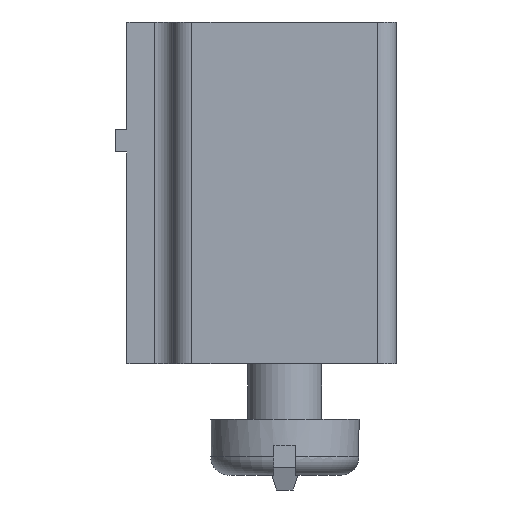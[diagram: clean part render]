
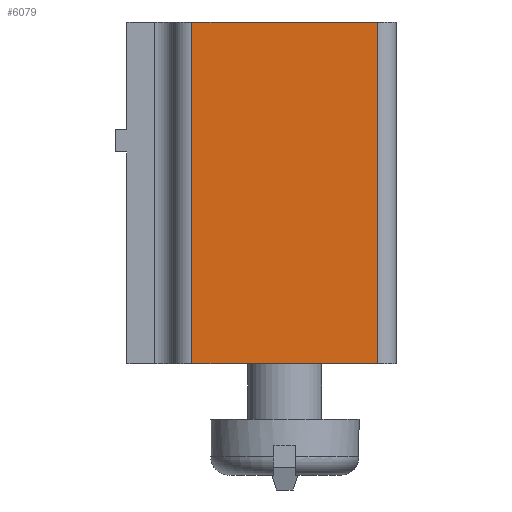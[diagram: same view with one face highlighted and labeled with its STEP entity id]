
A CAD part, left-side view. The second image highlights one B-rep face of the part: STEP entity #6079.
In plain terms, the highlighted planar face has unit normal (-1, 0, 0).
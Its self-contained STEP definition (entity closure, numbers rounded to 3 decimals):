
#44 = PLANE('',#45);
#45 = AXIS2_PLACEMENT_3D('',#46,#47,#48);
#46 = CARTESIAN_POINT('',(-7.1,-3.,0.));
#47 = DIRECTION('',(0.,0.,-1.));
#48 = DIRECTION('',(-1.,0.,0.));
#72 = CYLINDRICAL_SURFACE('',#73,0.5);
#73 = AXIS2_PLACEMENT_3D('',#74,#75,#76);
#74 = CARTESIAN_POINT('',(-6.6,-2.5,0.));
#75 = DIRECTION('',(0.,0.,1.));
#76 = DIRECTION('',(0.,-1.,0.));
#100 = PLANE('',#101);
#101 = AXIS2_PLACEMENT_3D('',#102,#103,#104);
#102 = CARTESIAN_POINT('',(-7.1,-3.,9.2));
#103 = DIRECTION('',(0.,0.,-1.));
#104 = DIRECTION('',(-1.,0.,0.));
#143 = VERTEX_POINT('',#144);
#144 = CARTESIAN_POINT('',(-7.1,-2.5,0.));
#166 = EDGE_CURVE('',#167,#143,#169,.T.);
#167 = VERTEX_POINT('',#168);
#168 = CARTESIAN_POINT('',(-7.1,2.5,0.));
#169 = SURFACE_CURVE('',#170,(#174,#181),.PCURVE_S1.);
#170 = LINE('',#171,#172);
#171 = CARTESIAN_POINT('',(-7.1,3.,0.));
#172 = VECTOR('',#173,1.);
#173 = DIRECTION('',(0.,-1.,0.));
#174 = PCURVE('',#44,#175);
#175 = DEFINITIONAL_REPRESENTATION('',(#176),#180);
#176 = LINE('',#177,#178);
#177 = CARTESIAN_POINT('',(0.,6.));
#178 = VECTOR('',#179,1.);
#179 = DIRECTION('',(0.,-1.));
#180 = ( GEOMETRIC_REPRESENTATION_CONTEXT(2)
PARAMETRIC_REPRESENTATION_CONTEXT() REPRESENTATION_CONTEXT('2D SPACE',''
) );
#181 = PCURVE('',#182,#187);
#182 = PLANE('',#183);
#183 = AXIS2_PLACEMENT_3D('',#184,#185,#186);
#184 = CARTESIAN_POINT('',(-7.1,3.,0.));
#185 = DIRECTION('',(1.,0.,0.));
#186 = DIRECTION('',(0.,-1.,0.));
#187 = DEFINITIONAL_REPRESENTATION('',(#188),#192);
#188 = LINE('',#189,#190);
#189 = CARTESIAN_POINT('',(0.,0.));
#190 = VECTOR('',#191,1.);
#191 = DIRECTION('',(1.,0.));
#192 = ( GEOMETRIC_REPRESENTATION_CONTEXT(2)
PARAMETRIC_REPRESENTATION_CONTEXT() REPRESENTATION_CONTEXT('2D SPACE',''
) );
#215 = CYLINDRICAL_SURFACE('',#216,0.5);
#216 = AXIS2_PLACEMENT_3D('',#217,#218,#219);
#217 = CARTESIAN_POINT('',(-6.6,2.5,0.));
#218 = DIRECTION('',(0.,0.,1.));
#219 = DIRECTION('',(0.,1.,0.));
#1638 = EDGE_CURVE('',#143,#1639,#1641,.T.);
#1639 = VERTEX_POINT('',#1640);
#1640 = CARTESIAN_POINT('',(-7.1,-2.5,9.2));
#1641 = SURFACE_CURVE('',#1642,(#1646,#1653),.PCURVE_S1.);
#1642 = LINE('',#1643,#1644);
#1643 = CARTESIAN_POINT('',(-7.1,-2.5,0.));
#1644 = VECTOR('',#1645,1.);
#1645 = DIRECTION('',(0.,0.,1.));
#1646 = PCURVE('',#72,#1647);
#1647 = DEFINITIONAL_REPRESENTATION('',(#1648),#1652);
#1648 = LINE('',#1649,#1650);
#1649 = CARTESIAN_POINT('',(-1.571,0.));
#1650 = VECTOR('',#1651,1.);
#1651 = DIRECTION('',(0.,1.));
#1652 = ( GEOMETRIC_REPRESENTATION_CONTEXT(2)
PARAMETRIC_REPRESENTATION_CONTEXT() REPRESENTATION_CONTEXT('2D SPACE',''
) );
#1653 = PCURVE('',#182,#1654);
#1654 = DEFINITIONAL_REPRESENTATION('',(#1655),#1659);
#1655 = LINE('',#1656,#1657);
#1656 = CARTESIAN_POINT('',(5.5,0.));
#1657 = VECTOR('',#1658,1.);
#1658 = DIRECTION('',(0.,-1.));
#1659 = ( GEOMETRIC_REPRESENTATION_CONTEXT(2)
PARAMETRIC_REPRESENTATION_CONTEXT() REPRESENTATION_CONTEXT('2D SPACE',''
) );
#1743 = EDGE_CURVE('',#1744,#1639,#1746,.T.);
#1744 = VERTEX_POINT('',#1745);
#1745 = CARTESIAN_POINT('',(-7.1,2.5,9.2));
#1746 = SURFACE_CURVE('',#1747,(#1751,#1758),.PCURVE_S1.);
#1747 = LINE('',#1748,#1749);
#1748 = CARTESIAN_POINT('',(-7.1,3.,9.2));
#1749 = VECTOR('',#1750,1.);
#1750 = DIRECTION('',(0.,-1.,0.));
#1751 = PCURVE('',#100,#1752);
#1752 = DEFINITIONAL_REPRESENTATION('',(#1753),#1757);
#1753 = LINE('',#1754,#1755);
#1754 = CARTESIAN_POINT('',(0.,6.));
#1755 = VECTOR('',#1756,1.);
#1756 = DIRECTION('',(0.,-1.));
#1757 = ( GEOMETRIC_REPRESENTATION_CONTEXT(2)
PARAMETRIC_REPRESENTATION_CONTEXT() REPRESENTATION_CONTEXT('2D SPACE',''
) );
#1758 = PCURVE('',#182,#1759);
#1759 = DEFINITIONAL_REPRESENTATION('',(#1760),#1764);
#1760 = LINE('',#1761,#1762);
#1761 = CARTESIAN_POINT('',(0.,-9.2));
#1762 = VECTOR('',#1763,1.);
#1763 = DIRECTION('',(1.,0.));
#1764 = ( GEOMETRIC_REPRESENTATION_CONTEXT(2)
PARAMETRIC_REPRESENTATION_CONTEXT() REPRESENTATION_CONTEXT('2D SPACE',''
) );
#6079 = ADVANCED_FACE('',(#6080),#182,.F.);
#6080 = FACE_BOUND('',#6081,.F.);
#6081 = EDGE_LOOP('',(#6082,#6083,#6104,#6105));
#6082 = ORIENTED_EDGE('',*,*,#166,.F.);
#6083 = ORIENTED_EDGE('',*,*,#6084,.T.);
#6084 = EDGE_CURVE('',#167,#1744,#6085,.T.);
#6085 = SURFACE_CURVE('',#6086,(#6090,#6097),.PCURVE_S1.);
#6086 = LINE('',#6087,#6088);
#6087 = CARTESIAN_POINT('',(-7.1,2.5,0.));
#6088 = VECTOR('',#6089,1.);
#6089 = DIRECTION('',(0.,0.,1.));
#6090 = PCURVE('',#182,#6091);
#6091 = DEFINITIONAL_REPRESENTATION('',(#6092),#6096);
#6092 = LINE('',#6093,#6094);
#6093 = CARTESIAN_POINT('',(0.5,0.));
#6094 = VECTOR('',#6095,1.);
#6095 = DIRECTION('',(0.,-1.));
#6096 = ( GEOMETRIC_REPRESENTATION_CONTEXT(2)
PARAMETRIC_REPRESENTATION_CONTEXT() REPRESENTATION_CONTEXT('2D SPACE',''
) );
#6097 = PCURVE('',#215,#6098);
#6098 = DEFINITIONAL_REPRESENTATION('',(#6099),#6103);
#6099 = LINE('',#6100,#6101);
#6100 = CARTESIAN_POINT('',(1.571,0.));
#6101 = VECTOR('',#6102,1.);
#6102 = DIRECTION('',(0.,1.));
#6103 = ( GEOMETRIC_REPRESENTATION_CONTEXT(2)
PARAMETRIC_REPRESENTATION_CONTEXT() REPRESENTATION_CONTEXT('2D SPACE',''
) );
#6104 = ORIENTED_EDGE('',*,*,#1743,.T.);
#6105 = ORIENTED_EDGE('',*,*,#1638,.F.);
